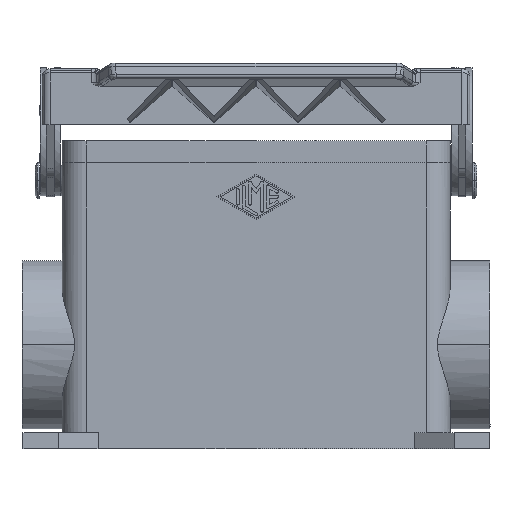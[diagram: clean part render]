
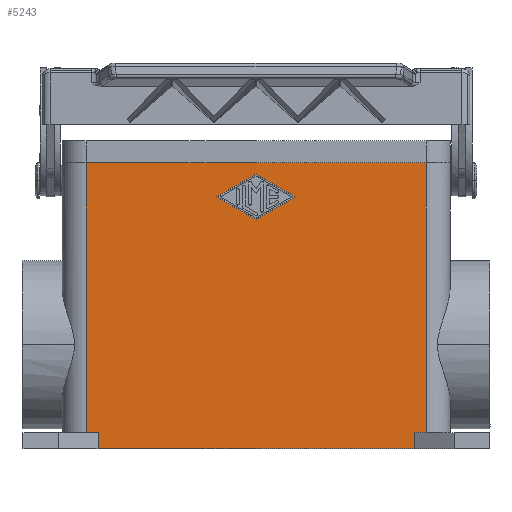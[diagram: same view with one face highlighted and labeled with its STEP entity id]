
A CAD part, front view. The second image highlights one B-rep face of the part: STEP entity #5243.
In plain terms, the highlighted planar face has unit normal (0, -1, 0).
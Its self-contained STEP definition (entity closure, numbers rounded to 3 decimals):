
#4401=CARTESIAN_POINT('',(-9.75,-21.75,15.));
#4402=VERTEX_POINT('',#4401);
#4409=CARTESIAN_POINT('',(0.,-21.75,9.375));
#4410=VERTEX_POINT('',#4409);
#4411=CARTESIAN_POINT('',(0.,-21.75,9.375));
#4412=DIRECTION('',(-0.866,0.0,0.5));
#4413=VECTOR('',#4412,11.256);
#4414=LINE('',#4411,#4413);
#4415=EDGE_CURVE('',#4410,#4402,#4414,.T.);
#4440=CARTESIAN_POINT('',(9.75,-21.75,15.));
#4441=VERTEX_POINT('',#4440);
#4442=CARTESIAN_POINT('',(9.75,-21.75,15.));
#4443=DIRECTION('',(-0.866,0.0,-0.5));
#4444=VECTOR('',#4443,11.256);
#4445=LINE('',#4442,#4444);
#4446=EDGE_CURVE('',#4441,#4410,#4445,.T.);
#4471=CARTESIAN_POINT('',(0.,-21.75,20.625));
#4472=VERTEX_POINT('',#4471);
#4473=CARTESIAN_POINT('',(0.,-21.75,20.625));
#4474=DIRECTION('',(0.866,0.0,-0.5));
#4475=VECTOR('',#4474,11.256);
#4476=LINE('',#4473,#4475);
#4477=EDGE_CURVE('',#4472,#4441,#4476,.T.);
#4500=CARTESIAN_POINT('',(-9.75,-21.75,15.));
#4501=DIRECTION('',(0.866,0.0,0.5));
#4502=VECTOR('',#4501,11.256);
#4503=LINE('',#4500,#4502);
#4504=EDGE_CURVE('',#4402,#4472,#4503,.T.);
#5166=CARTESIAN_POINT('',(39.5,-21.75,-48.0));
#5167=DIRECTION('',(0.0,-1.0,0.0));
#5168=DIRECTION('',(0.0,0.0,-1.0));
#5169=AXIS2_PLACEMENT_3D('',#5166,#5167,#5168);
#5170=PLANE('',#5169);
#5171=CARTESIAN_POINT('',(-39.5,-21.75,-48.0));
#5172=VERTEX_POINT('',#5171);
#5173=CARTESIAN_POINT('',(-39.5,-21.75,-44.));
#5174=VERTEX_POINT('',#5173);
#5175=CARTESIAN_POINT('',(-39.5,-21.75,-48.0));
#5176=DIRECTION('',(0.0,0.0,1.0));
#5177=VECTOR('',#5176,4.);
#5178=LINE('',#5175,#5177);
#5179=EDGE_CURVE('',#5172,#5174,#5178,.T.);
#5180=ORIENTED_EDGE('',*,*,#5179,.F.);
#5181=CARTESIAN_POINT('',(39.5,-21.75,-48.0));
#5182=VERTEX_POINT('',#5181);
#5183=CARTESIAN_POINT('',(39.5,-21.75,-48.0));
#5184=DIRECTION('',(-1.0,0.0,0.0));
#5185=VECTOR('',#5184,79.0);
#5186=LINE('',#5183,#5185);
#5187=EDGE_CURVE('',#5182,#5172,#5186,.T.);
#5188=ORIENTED_EDGE('',*,*,#5187,.F.);
#5189=CARTESIAN_POINT('',(39.5,-21.75,-44.));
#5190=VERTEX_POINT('',#5189);
#5191=CARTESIAN_POINT('',(39.5,-21.75,-48.0));
#5192=DIRECTION('',(0.0,0.0,1.0));
#5193=VECTOR('',#5192,4.);
#5194=LINE('',#5191,#5193);
#5195=EDGE_CURVE('',#5182,#5190,#5194,.T.);
#5196=ORIENTED_EDGE('',*,*,#5195,.T.);
#5197=CARTESIAN_POINT('',(42.5,-21.75,-44.));
#5198=VERTEX_POINT('',#5197);
#5199=CARTESIAN_POINT('',(42.5,-21.75,-44.));
#5200=DIRECTION('',(-1.0,0.0,0.0));
#5201=VECTOR('',#5200,3.0);
#5202=LINE('',#5199,#5201);
#5203=EDGE_CURVE('',#5198,#5190,#5202,.T.);
#5204=ORIENTED_EDGE('',*,*,#5203,.F.);
#5205=CARTESIAN_POINT('',(42.5,-21.75,23.5));
#5206=VERTEX_POINT('',#5205);
#5207=CARTESIAN_POINT('',(42.5,-21.75,-44.));
#5208=DIRECTION('',(0.0,0.0,1.0));
#5209=VECTOR('',#5208,67.5);
#5210=LINE('',#5207,#5209);
#5211=EDGE_CURVE('',#5198,#5206,#5210,.T.);
#5212=ORIENTED_EDGE('',*,*,#5211,.T.);
#5213=CARTESIAN_POINT('',(-42.5,-21.75,23.5));
#5214=VERTEX_POINT('',#5213);
#5215=CARTESIAN_POINT('',(42.5,-21.75,23.5));
#5216=DIRECTION('',(-1.0,0.0,0.0));
#5217=VECTOR('',#5216,85.0);
#5218=LINE('',#5215,#5217);
#5219=EDGE_CURVE('',#5206,#5214,#5218,.T.);
#5220=ORIENTED_EDGE('',*,*,#5219,.T.);
#5221=CARTESIAN_POINT('',(-42.5,-21.75,-44.));
#5222=VERTEX_POINT('',#5221);
#5223=CARTESIAN_POINT('',(-42.5,-21.75,-44.));
#5224=DIRECTION('',(0.0,0.0,1.0));
#5225=VECTOR('',#5224,67.5);
#5226=LINE('',#5223,#5225);
#5227=EDGE_CURVE('',#5222,#5214,#5226,.T.);
#5228=ORIENTED_EDGE('',*,*,#5227,.F.);
#5229=CARTESIAN_POINT('',(-39.5,-21.75,-44.));
#5230=DIRECTION('',(-1.0,0.0,0.0));
#5231=VECTOR('',#5230,3.0);
#5232=LINE('',#5229,#5231);
#5233=EDGE_CURVE('',#5174,#5222,#5232,.T.);
#5234=ORIENTED_EDGE('',*,*,#5233,.F.);
#5235=EDGE_LOOP('',(#5180,#5188,#5196,#5204,#5212,#5220,#5228,#5234));
#5236=FACE_OUTER_BOUND('',#5235,.T.);
#5237=ORIENTED_EDGE('',*,*,#4415,.T.);
#5238=ORIENTED_EDGE('',*,*,#4504,.T.);
#5239=ORIENTED_EDGE('',*,*,#4477,.T.);
#5240=ORIENTED_EDGE('',*,*,#4446,.T.);
#5241=EDGE_LOOP('',(#5237,#5238,#5239,#5240));
#5242=FACE_BOUND('',#5241,.T.);
#5243=ADVANCED_FACE('',(#5236,#5242),#5170,.T.);
